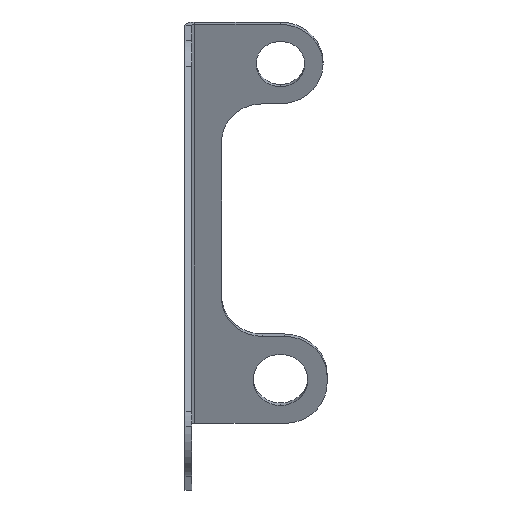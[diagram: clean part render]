
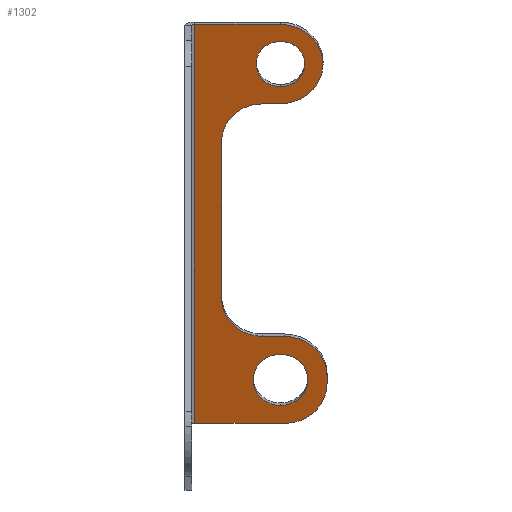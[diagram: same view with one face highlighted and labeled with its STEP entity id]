
A CAD part, top view. The second image highlights one B-rep face of the part: STEP entity #1302.
In plain terms, the highlighted planar face has unit normal (0, -0.364, 0.931).
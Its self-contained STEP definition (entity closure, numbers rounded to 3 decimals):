
#3 = CIRCLE ( 'NONE', #1107, 6.75 ) ;
#20 = EDGE_CURVE ( 'NONE', #924, #861, #600, .T. ) ;
#27 = CARTESIAN_POINT ( 'NONE',  ( 23.535, 21.004, -31.147 ) ) ;
#31 = EDGE_CURVE ( 'NONE', #1096, #861, #144, .T. ) ;
#34 = DIRECTION ( 'NONE',  ( -1., 0., 0. ) ) ;
#37 = EDGE_CURVE ( 'NONE', #389, #403, #538, .T. ) ;
#38 = VERTEX_POINT ( 'NONE', #984 ) ;
#52 = EDGE_CURVE ( 'NONE', #879, #38, #57, .T. ) ;
#53 = DIRECTION ( 'NONE',  ( 0., 0.364, -0.931 ) ) ;
#57 = CIRCLE ( 'NONE', #1142, 6. ) ;
#58 = CARTESIAN_POINT ( 'NONE',  ( 23.535, 14.716, -33.602 ) ) ;
#64 = DIRECTION ( 'NONE',  ( 0., -0.931, -0.364 ) ) ;
#77 = ORIENTED_EDGE ( 'NONE', *, *, #542, .T. ) ;
#80 = ORIENTED_EDGE ( 'NONE', *, *, #1040, .T. ) ;
#98 = EDGE_CURVE ( 'NONE', #340, #458, #3, .T. ) ;
#101 = CARTESIAN_POINT ( 'NONE',  ( 23.535, 8.429, -36.058 ) ) ;
#109 = ORIENTED_EDGE ( 'NONE', *, *, #615, .T. ) ;
#126 = DIRECTION ( 'NONE',  ( 0., -0.931, -0.364 ) ) ;
#134 = CARTESIAN_POINT ( 'NONE',  ( 35.035, 4.004, -37.786 ) ) ;
#139 = EDGE_CURVE ( 'NONE', #38, #879, #899, .T. ) ;
#144 = CIRCLE ( 'NONE', #154, 10. ) ;
#145 = DIRECTION ( 'NONE',  ( 0., -0.931, -0.364 ) ) ;
#149 = CARTESIAN_POINT ( 'NONE',  ( 23.535, 82.715, -7.049 ) ) ;
#154 = AXIS2_PLACEMENT_3D ( 'NONE', #1039, #53, #701 ) ;
#167 = AXIS2_PLACEMENT_3D ( 'NONE', #1345, #1316, #64 ) ;
#170 = EDGE_CURVE ( 'NONE', #1080, #1062, #922, .T. ) ;
#174 = VECTOR ( 'NONE', #1212, 1000. ) ;
#180 = DIRECTION ( 'NONE',  ( 0., -0.364, 0.931 ) ) ;
#181 = VERTEX_POINT ( 'NONE', #1293 ) ;
#188 = EDGE_CURVE ( 'NONE', #389, #678, #665, .T. ) ;
#202 = AXIS2_PLACEMENT_3D ( 'NONE', #730, #1021, #1019 ) ;
#225 = DIRECTION ( 'NONE',  ( 0., -0.364, 0.931 ) ) ;
#234 = ORIENTED_EDGE ( 'NONE', *, *, #188, .F. ) ;
#236 = CIRCLE ( 'NONE', #1126, 10. ) ;
#241 = AXIS2_PLACEMENT_3D ( 'NONE', #1032, #180, #145 ) ;
#248 = ORIENTED_EDGE ( 'NONE', *, *, #52, .F. ) ;
#266 = EDGE_CURVE ( 'NONE', #678, #1080, #516, .T. ) ;
#282 = ORIENTED_EDGE ( 'NONE', *, *, #139, .F. ) ;
#303 = CARTESIAN_POINT ( 'NONE',  ( 23.535, 92.496, -3.229 ) ) ;
#304 = ORIENTED_EDGE ( 'NONE', *, *, #37, .T. ) ;
#320 = ORIENTED_EDGE ( 'NONE', *, *, #98, .F. ) ;
#321 = DIRECTION ( 'NONE',  ( 0., -0.931, -0.364 ) ) ;
#323 = CARTESIAN_POINT ( 'NONE',  ( 35.035, 15.648, -33.239 ) ) ;
#335 = CARTESIAN_POINT ( 'NONE',  ( 2.388, 102.277, 0.59 ) ) ;
#340 = VERTEX_POINT ( 'NONE', #101 ) ;
#361 = CARTESIAN_POINT ( 'NONE',  ( 9.035, 73.4, -10.686 ) ) ;
#386 = DIRECTION ( 'NONE',  ( 1., 0., 0. ) ) ;
#388 = CARTESIAN_POINT ( 'NONE',  ( 19.035, 34.743, -25.782 ) ) ;
#389 = VERTEX_POINT ( 'NONE', #1133 ) ;
#403 = VERTEX_POINT ( 'NONE', #850 ) ;
#410 = CARTESIAN_POINT ( 'NONE',  ( 34.035, 25.428, -29.419 ) ) ;
#426 = DIRECTION ( 'NONE',  ( 0., -0.931, -0.364 ) ) ;
#451 = CARTESIAN_POINT ( 'NONE',  ( 9.035, 82.715, -7.049 ) ) ;
#453 = DIRECTION ( 'NONE',  ( 0., -0.364, 0.931 ) ) ;
#458 = VERTEX_POINT ( 'NONE', #27 ) ;
#473 = CARTESIAN_POINT ( 'NONE',  ( 19.035, 82.715, -7.049 ) ) ;
#482 = AXIS2_PLACEMENT_3D ( 'NONE', #504, #493, #513 ) ;
#489 = ORIENTED_EDGE ( 'NONE', *, *, #31, .T. ) ;
#493 = DIRECTION ( 'NONE',  ( 0., -0.364, 0.931 ) ) ;
#504 = CARTESIAN_POINT ( 'NONE',  ( 34.035, 4.004, -37.786 ) ) ;
#513 = DIRECTION ( 'NONE',  ( 0., -0.931, -0.364 ) ) ;
#516 = LINE ( 'NONE', #1098, #670 ) ;
#521 = PLANE ( 'NONE',  #482 ) ;
#524 = CIRCLE ( 'NONE', #952, 10.5 ) ;
#538 = CIRCLE ( 'NONE', #167, 10.5 ) ;
#541 = DIRECTION ( 'NONE',  ( 1., 0., 0. ) ) ;
#542 = EDGE_CURVE ( 'NONE', #1075, #903, #612, .T. ) ;
#567 = ORIENTED_EDGE ( 'NONE', *, *, #20, .F. ) ;
#586 = VECTOR ( 'NONE', #541, 1000. ) ;
#593 = VECTOR ( 'NONE', #34, 1000. ) ;
#600 = LINE ( 'NONE', #1203, #174 ) ;
#612 = CIRCLE ( 'NONE', #1035, 10.5 ) ;
#615 = EDGE_CURVE ( 'NONE', #868, #1062, #524, .T. ) ;
#622 = ORIENTED_EDGE ( 'NONE', *, *, #1051, .F. ) ;
#632 = CARTESIAN_POINT ( 'NONE',  ( 19.035, 25.428, -29.419 ) ) ;
#635 = DIRECTION ( 'NONE',  ( 0., -0.364, 0.931 ) ) ;
#653 = EDGE_CURVE ( 'NONE', #1075, #403, #673, .T. ) ;
#665 = LINE ( 'NONE', #1140, #593 ) ;
#670 = VECTOR ( 'NONE', #1342, 1000. ) ;
#673 = LINE ( 'NONE', #134, #793 ) ;
#675 = ORIENTED_EDGE ( 'NONE', *, *, #1016, .F. ) ;
#678 = VERTEX_POINT ( 'NONE', #1001 ) ;
#681 = EDGE_CURVE ( 'NONE', #955, #181, #236, .T. ) ;
#694 = DIRECTION ( 'NONE',  ( 0., 0.364, -0.931 ) ) ;
#701 = DIRECTION ( 'NONE',  ( 0., -0.931, -0.364 ) ) ;
#707 = DIRECTION ( 'NONE',  ( 0., -0.931, -0.364 ) ) ;
#730 = CARTESIAN_POINT ( 'NONE',  ( 23.535, 92.496, -3.229 ) ) ;
#734 = CARTESIAN_POINT ( 'NONE',  ( 23.535, 92.496, -3.229 ) ) ;
#764 = CARTESIAN_POINT ( 'NONE',  ( 23.535, 102.277, 0.59 ) ) ;
#765 = ORIENTED_EDGE ( 'NONE', *, *, #681, .T. ) ;
#772 = ORIENTED_EDGE ( 'NONE', *, *, #1321, .F. ) ;
#779 = LINE ( 'NONE', #410, #800 ) ;
#783 = CIRCLE ( 'NONE', #202, 10.5 ) ;
#786 = DIRECTION ( 'NONE',  ( 0., -0.931, -0.364 ) ) ;
#793 = VECTOR ( 'NONE', #786, 1000. ) ;
#800 = VECTOR ( 'NONE', #386, 1000. ) ;
#815 = CARTESIAN_POINT ( 'NONE',  ( 34.035, 92.496, -3.229 ) ) ;
#816 = FACE_BOUND ( 'NONE', #1181, .T. ) ;
#818 = LINE ( 'NONE', #451, #1262 ) ;
#820 = FACE_OUTER_BOUND ( 'NONE', #1123, .T. ) ;
#850 = CARTESIAN_POINT ( 'NONE',  ( 35.035, 13.785, -33.966 ) ) ;
#852 = CARTESIAN_POINT ( 'NONE',  ( 34.035, 102.277, 0.59 ) ) ;
#853 = CARTESIAN_POINT ( 'NONE',  ( 24.535, 15.648, -33.239 ) ) ;
#861 = VERTEX_POINT ( 'NONE', #473 ) ;
#868 = VERTEX_POINT ( 'NONE', #815 ) ;
#879 = VERTEX_POINT ( 'NONE', #1164 ) ;
#893 = ORIENTED_EDGE ( 'NONE', *, *, #266, .F. ) ;
#899 = CIRCLE ( 'NONE', #1214, 6. ) ;
#903 = VERTEX_POINT ( 'NONE', #1307 ) ;
#922 = LINE ( 'NONE', #852, #586 ) ;
#924 = VERTEX_POINT ( 'NONE', #149 ) ;
#952 = AXIS2_PLACEMENT_3D ( 'NONE', #303, #453, #995 ) ;
#955 = VERTEX_POINT ( 'NONE', #632 ) ;
#984 = CARTESIAN_POINT ( 'NONE',  ( 23.535, 98.085, -1.047 ) ) ;
#995 = DIRECTION ( 'NONE',  ( 0., -0.931, -0.364 ) ) ;
#1001 = CARTESIAN_POINT ( 'NONE',  ( 2.388, 4.004, -37.786 ) ) ;
#1016 = EDGE_CURVE ( 'NONE', #955, #903, #779, .T. ) ;
#1019 = DIRECTION ( 'NONE',  ( 0., -0.931, -0.364 ) ) ;
#1021 = DIRECTION ( 'NONE',  ( 0., -0.364, 0.931 ) ) ;
#1032 = CARTESIAN_POINT ( 'NONE',  ( 23.535, 14.716, -33.602 ) ) ;
#1035 = AXIS2_PLACEMENT_3D ( 'NONE', #853, #225, #321 ) ;
#1039 = CARTESIAN_POINT ( 'NONE',  ( 19.035, 73.4, -10.686 ) ) ;
#1040 = EDGE_CURVE ( 'NONE', #924, #868, #783, .T. ) ;
#1051 = EDGE_CURVE ( 'NONE', #458, #340, #1219, .T. ) ;
#1057 = ORIENTED_EDGE ( 'NONE', *, *, #653, .F. ) ;
#1062 = VERTEX_POINT ( 'NONE', #764 ) ;
#1065 = DIRECTION ( 'NONE',  ( 0., -0.364, 0.931 ) ) ;
#1069 = DIRECTION ( 'NONE',  ( 0., -0.931, -0.364 ) ) ;
#1074 = EDGE_LOOP ( 'NONE', ( #320, #622 ) ) ;
#1075 = VERTEX_POINT ( 'NONE', #323 ) ;
#1080 = VERTEX_POINT ( 'NONE', #335 ) ;
#1091 = CARTESIAN_POINT ( 'NONE',  ( 23.535, 92.496, -3.229 ) ) ;
#1096 = VERTEX_POINT ( 'NONE', #361 ) ;
#1098 = CARTESIAN_POINT ( 'NONE',  ( 2.388, 4.004, -37.786 ) ) ;
#1107 = AXIS2_PLACEMENT_3D ( 'NONE', #58, #1199, #1322 ) ;
#1123 = EDGE_LOOP ( 'NONE', ( #234, #304, #1057, #77, #675, #765, #772, #489, #567, #80, #109, #1258, #893 ) ) ;
#1126 = AXIS2_PLACEMENT_3D ( 'NONE', #388, #694, #1069 ) ;
#1133 = CARTESIAN_POINT ( 'NONE',  ( 24.535, 4.004, -37.786 ) ) ;
#1140 = CARTESIAN_POINT ( 'NONE',  ( 1.651, 4.004, -37.786 ) ) ;
#1142 = AXIS2_PLACEMENT_3D ( 'NONE', #1091, #1065, #707 ) ;
#1164 = CARTESIAN_POINT ( 'NONE',  ( 23.535, 86.907, -5.412 ) ) ;
#1181 = EDGE_LOOP ( 'NONE', ( #248, #282 ) ) ;
#1199 = DIRECTION ( 'NONE',  ( 0., -0.364, 0.931 ) ) ;
#1203 = CARTESIAN_POINT ( 'NONE',  ( 34.035, 82.715, -7.049 ) ) ;
#1212 = DIRECTION ( 'NONE',  ( -1., 0., 0. ) ) ;
#1214 = AXIS2_PLACEMENT_3D ( 'NONE', #734, #635, #126 ) ;
#1219 = CIRCLE ( 'NONE', #241, 6.75 ) ;
#1258 = ORIENTED_EDGE ( 'NONE', *, *, #170, .F. ) ;
#1262 = VECTOR ( 'NONE', #426, 1000. ) ;
#1280 = FACE_BOUND ( 'NONE', #1074, .T. ) ;
#1293 = CARTESIAN_POINT ( 'NONE',  ( 9.035, 34.743, -25.782 ) ) ;
#1302 = ADVANCED_FACE ( 'NONE', ( #1280, #816, #820 ), #521, .T. ) ;
#1307 = CARTESIAN_POINT ( 'NONE',  ( 24.535, 25.428, -29.419 ) ) ;
#1316 = DIRECTION ( 'NONE',  ( 0., -0.364, 0.931 ) ) ;
#1321 = EDGE_CURVE ( 'NONE', #1096, #181, #818, .T. ) ;
#1322 = DIRECTION ( 'NONE',  ( 0., -0.931, -0.364 ) ) ;
#1342 = DIRECTION ( 'NONE',  ( 0., 0.931, 0.364 ) ) ;
#1345 = CARTESIAN_POINT ( 'NONE',  ( 24.535, 13.785, -33.966 ) ) ;
